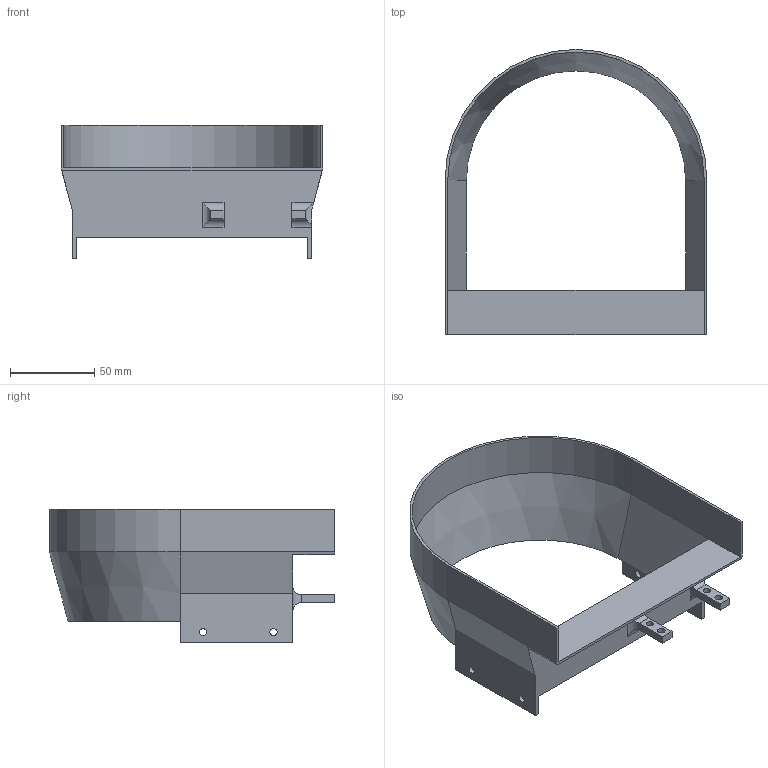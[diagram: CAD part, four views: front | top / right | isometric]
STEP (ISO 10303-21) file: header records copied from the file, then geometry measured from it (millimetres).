
FILE_DESCRIPTION(/* description */ ('STEP AP214'),/* implementation_level */ '2;1');
FILE_NAME(/* name */ '6001c6590bfa3d12b15059f7',/* time_stamp */ '2021-01-15T16:44:09+00:00',/* author */ (''),/* organization */ (''),/* preprocessor_version */ 'ST-DEVELOPER v18.1',/* originating_system */ ' ',/* authorisation */ ' ');
FILE_SCHEMA (('AUTOMOTIVE_DESIGN {1 0 10303 214 3 1 1}'));
Length unit declared in the file: metre
Products named in the file (1): Part 1
Bounding box: 155.47 x 169.17 x 79.38 mm (x, y, z)
Volume: 66848 mm3; surface area: 78764 mm2
Topology: 1 solids, 1 shells, 51 faces, 141 edges, 92 vertices
Faces by surface type: plane 33, cylinder 16, cone 2
Full cylindrical faces by diameter (mm): 4.318 x8
Entity records: 1592 total; most frequent: CARTESIAN_POINT 265, DIRECTION 264, ORIENTED_EDGE 254, EDGE_CURVE 127, LINE 94, VECTOR 94, VERTEX_POINT 86, AXIS2_PLACEMENT_3D 85
